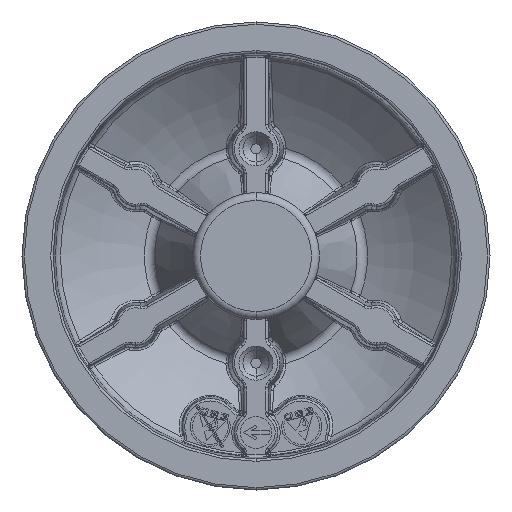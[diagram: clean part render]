
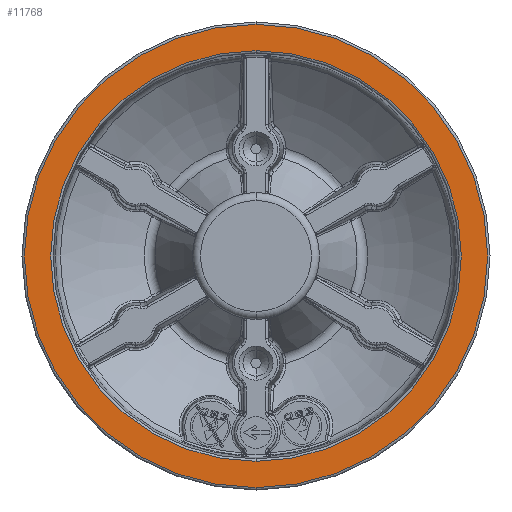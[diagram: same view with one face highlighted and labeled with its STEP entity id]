
A CAD part, front view. The second image highlights one B-rep face of the part: STEP entity #11768.
In plain terms, the highlighted planar face has unit normal (0, -1, 0).
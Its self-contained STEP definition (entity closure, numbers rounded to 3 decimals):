
#27 = EDGE_CURVE ( 'NONE', #5557, #17071, #12330, .T. ) ;
#267 = FACE_BOUND ( 'NONE', #7870, .T. ) ;
#901 = CARTESIAN_POINT ( 'NONE',  ( 0., -1., 0. ) ) ;
#1037 = CARTESIAN_POINT ( 'NONE',  ( 0., -1., 0. ) ) ;
#1290 = AXIS2_PLACEMENT_3D ( 'NONE', #11223, #19260, #25150 ) ;
#1654 = DIRECTION ( 'NONE',  ( 0., -1., 0. ) ) ;
#1787 = AXIS2_PLACEMENT_3D ( 'NONE', #15495, #1654, #23143 ) ;
#2593 = CIRCLE ( 'NONE', #1787, 29.2 ) ;
#3299 = CIRCLE ( 'NONE', #20070, 25.885 ) ;
#3743 = EDGE_CURVE ( 'NONE', #22300, #11336, #3299, .T. ) ;
#4124 = CARTESIAN_POINT ( 'NONE',  ( 0., -1., -25.885 ) ) ;
#4587 = EDGE_LOOP ( 'NONE', ( #20183, #7380 ) ) ;
#5557 = VERTEX_POINT ( 'NONE', #15354 ) ;
#6625 = CARTESIAN_POINT ( 'NONE',  ( 0., -1., 29.2 ) ) ;
#7020 = DIRECTION ( 'NONE',  ( 0., 1., 0. ) ) ;
#7380 = ORIENTED_EDGE ( 'NONE', *, *, #14462, .T. ) ;
#7870 = EDGE_LOOP ( 'NONE', ( #19727, #21483 ) ) ;
#7884 = CIRCLE ( 'NONE', #19321, 25.885 ) ;
#10628 = DIRECTION ( 'NONE',  ( 0., 0., -1. ) ) ;
#11223 = CARTESIAN_POINT ( 'NONE',  ( 0., -1., 0. ) ) ;
#11336 = VERTEX_POINT ( 'NONE', #4124 ) ;
#11768 = ADVANCED_FACE ( 'NONE', ( #17811, #267 ), #17564, .T. ) ;
#11974 = AXIS2_PLACEMENT_3D ( 'NONE', #21883, #23673, #19824 ) ;
#12330 = CIRCLE ( 'NONE', #1290, 29.2 ) ;
#12936 = DIRECTION ( 'NONE',  ( 0., 1., 0. ) ) ;
#14462 = EDGE_CURVE ( 'NONE', #17071, #5557, #2593, .T. ) ;
#14732 = DIRECTION ( 'NONE',  ( 0., 0., -1. ) ) ;
#15354 = CARTESIAN_POINT ( 'NONE',  ( 0., -1., -29.2 ) ) ;
#15495 = CARTESIAN_POINT ( 'NONE',  ( 0., -1., 0. ) ) ;
#15574 = EDGE_CURVE ( 'NONE', #11336, #22300, #7884, .T. ) ;
#17071 = VERTEX_POINT ( 'NONE', #6625 ) ;
#17564 = PLANE ( 'NONE',  #11974 ) ;
#17811 = FACE_OUTER_BOUND ( 'NONE', #4587, .T. ) ;
#19260 = DIRECTION ( 'NONE',  ( 0., -1., 0. ) ) ;
#19321 = AXIS2_PLACEMENT_3D ( 'NONE', #1037, #12936, #10628 ) ;
#19727 = ORIENTED_EDGE ( 'NONE', *, *, #15574, .T. ) ;
#19824 = DIRECTION ( 'NONE',  ( 0., 0., -1. ) ) ;
#20070 = AXIS2_PLACEMENT_3D ( 'NONE', #901, #7020, #14732 ) ;
#20172 = CARTESIAN_POINT ( 'NONE',  ( 0., -1., 25.885 ) ) ;
#20183 = ORIENTED_EDGE ( 'NONE', *, *, #27, .T. ) ;
#21483 = ORIENTED_EDGE ( 'NONE', *, *, #3743, .T. ) ;
#21883 = CARTESIAN_POINT ( 'NONE',  ( -29.5, -1., 0. ) ) ;
#22300 = VERTEX_POINT ( 'NONE', #20172 ) ;
#23143 = DIRECTION ( 'NONE',  ( 0., 0., -1. ) ) ;
#23673 = DIRECTION ( 'NONE',  ( 0., -1., 0. ) ) ;
#25150 = DIRECTION ( 'NONE',  ( 0., 0., -1. ) ) ;
